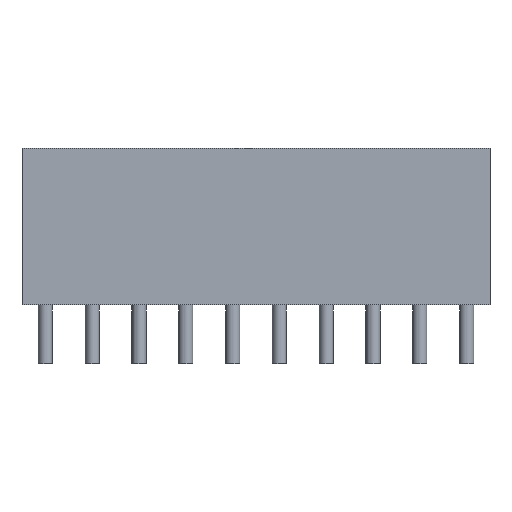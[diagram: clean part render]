
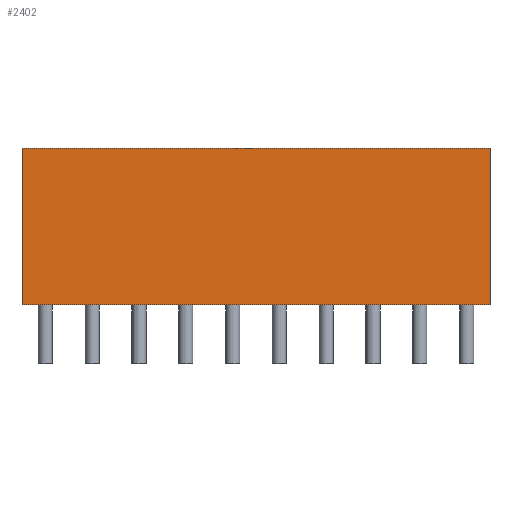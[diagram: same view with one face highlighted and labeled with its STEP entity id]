
A CAD part, front view. The second image highlights one B-rep face of the part: STEP entity #2402.
In plain terms, the highlighted planar face has unit normal (0, -1, 0).
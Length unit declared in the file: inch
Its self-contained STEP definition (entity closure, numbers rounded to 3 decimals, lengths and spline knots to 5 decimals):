
#176=PLANE('',#2602);
#322=FACE_OUTER_BOUND('',#488,.T.);
#488=EDGE_LOOP('',(#2201,#2202,#2203,#2204));
#775=LINE('',#3881,#1047);
#779=LINE('',#3907,#1051);
#780=LINE('',#3910,#1052);
#781=LINE('',#3911,#1053);
#1047=VECTOR('',#3193,0.3937);
#1051=VECTOR('',#3237,0.3937);
#1052=VECTOR('',#3240,0.3937);
#1053=VECTOR('',#3241,0.3937);
#1299=VERTEX_POINT('',#3878);
#1300=VERTEX_POINT('',#3880);
#1302=VERTEX_POINT('',#3904);
#1303=VERTEX_POINT('',#3909);
#1607=EDGE_CURVE('',#1299,#1300,#775,.T.);
#1611=EDGE_CURVE('',#1302,#1300,#779,.T.);
#1612=EDGE_CURVE('',#1302,#1303,#780,.T.);
#1613=EDGE_CURVE('',#1303,#1299,#781,.T.);
#2201=ORIENTED_EDGE('',*,*,#1612,.F.);
#2202=ORIENTED_EDGE('',*,*,#1611,.T.);
#2203=ORIENTED_EDGE('',*,*,#1607,.F.);
#2204=ORIENTED_EDGE('',*,*,#1613,.F.);
#2402=ADVANCED_FACE('',(#322),#176,.T.);
#2602=AXIS2_PLACEMENT_3D('',#3908,#3238,#3239);
#3193=DIRECTION('',(1.,0.,0.));
#3237=DIRECTION('',(0.,0.,1.));
#3238=DIRECTION('center_axis',(0.,-1.,0.));
#3239=DIRECTION('ref_axis',(1.,0.,0.));
#3240=DIRECTION('',(-1.,0.,0.));
#3241=DIRECTION('',(0.,0.,1.));
#3878=CARTESIAN_POINT('',(-0.05,-0.05,0.335));
#3880=CARTESIAN_POINT('',(0.95,-0.05,0.335));
#3881=CARTESIAN_POINT('',(0.05,-0.05,0.335));
#3904=CARTESIAN_POINT('',(0.95,-0.05,0.));
#3907=CARTESIAN_POINT('',(0.95,-0.05,0.));
#3908=CARTESIAN_POINT('Origin',(-0.05,-0.05,0.));
#3909=CARTESIAN_POINT('',(-0.05,-0.05,0.));
#3910=CARTESIAN_POINT('',(0.05,-0.05,0.));
#3911=CARTESIAN_POINT('',(-0.05,-0.05,0.));
